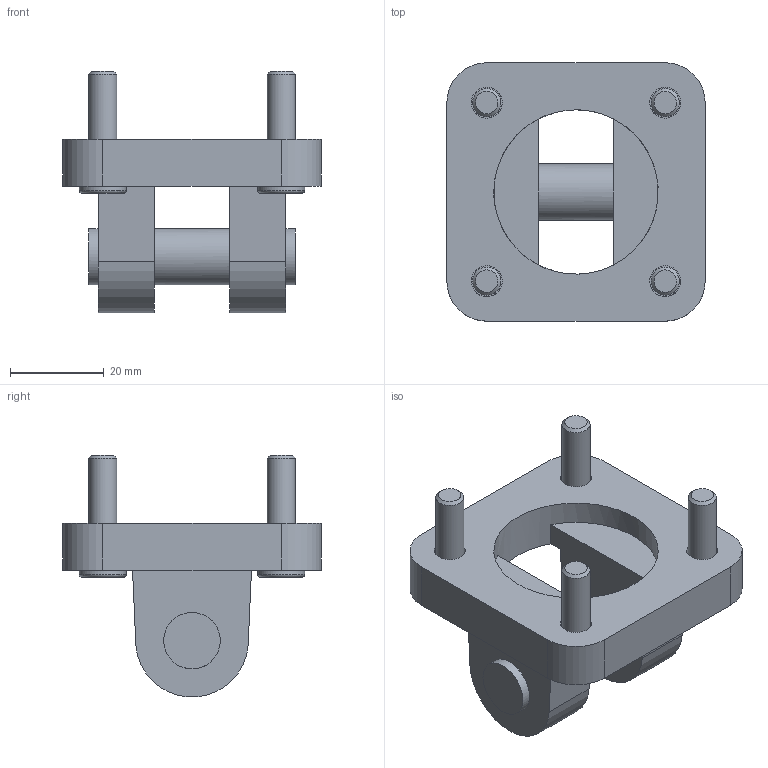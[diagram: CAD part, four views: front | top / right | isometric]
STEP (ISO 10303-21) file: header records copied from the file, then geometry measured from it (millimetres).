
FILE_DESCRIPTION (( 'STEP AP214' ), '1' );
FILE_NAME ('RK-SCR2-P01.STEP', '2025-05-12T17:06:43', ( '' ), ( '' ), 'SwSTEP 2.0', 'SolidWorks 2023', '' );
FILE_SCHEMA (( 'AUTOMOTIVE_DESIGN' ));
Length unit declared in the file: millimetre
Products named in the file (2): 1320.40.29F; RK-SCR2-P01
Assembly tree (1 placements, depth 2):
  RK-SCR2-P01
    1320.40.29F
Bounding box: 55 x 55 x 51.45 mm (x, y, z)
Volume: 40088.3 mm3; surface area: 15343.6 mm2
Topology: 1 solids, 1 shells, 96 faces, 213 edges, 141 vertices
Faces by surface type: plane 62, cylinder 26, cone 4, torus 4
Full cylindrical faces by diameter (mm): 6 x4, 6.6 x4, 10 x4, 11 x4, 12 x3, 35 x1
Entity records: 5023 total; most frequent: CARTESIAN_POINT 1997, ORIENTED_EDGE 358, DIRECTION 348, EDGE_CURVE 179, EDGE_LOOP 150, VERTEX_POINT 135, FACE_OUTER_BOUND 120, VECTOR 116
